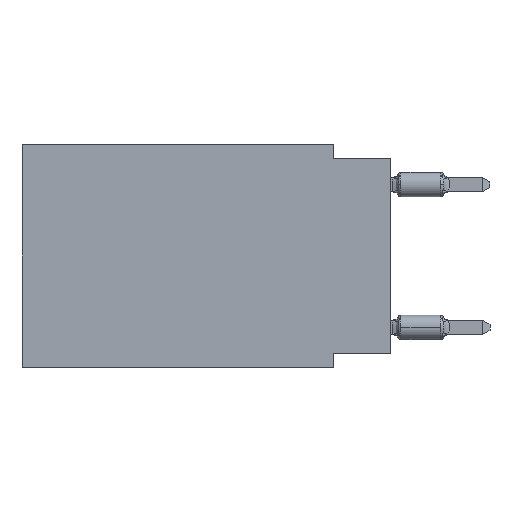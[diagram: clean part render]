
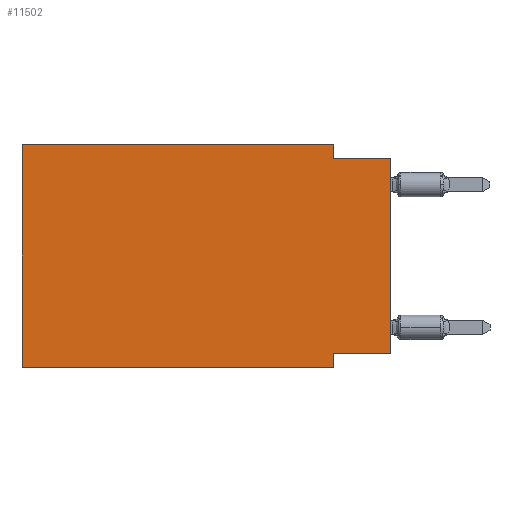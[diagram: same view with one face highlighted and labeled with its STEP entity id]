
A CAD part, left-side view. The second image highlights one B-rep face of the part: STEP entity #11502.
In plain terms, the highlighted planar face has unit normal (-1, 0, 0).
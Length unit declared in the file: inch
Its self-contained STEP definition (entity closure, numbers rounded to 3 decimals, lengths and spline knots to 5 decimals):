
#91 = LINE ( 'NONE', #8875, #7372 ) ;
#156 = LINE ( 'NONE', #1422, #3867 ) ;
#536 = ORIENTED_EDGE ( 'NONE', *, *, #4813, .T. ) ;
#571 = FACE_OUTER_BOUND ( 'NONE', #5963, .T. ) ;
#733 = DIRECTION ( 'NONE',  ( 1., 0., 0. ) ) ;
#785 = ORIENTED_EDGE ( 'NONE', *, *, #4000, .F. ) ;
#860 = VECTOR ( 'NONE', #15010, 39.37008 ) ;
#861 = VERTEX_POINT ( 'NONE', #5851 ) ;
#1171 = CARTESIAN_POINT ( 'NONE',  ( 0., 0., -0.365 ) ) ;
#1422 = CARTESIAN_POINT ( 'NONE',  ( 0., 0., 0. ) ) ;
#1580 = DIRECTION ( 'NONE',  ( 0., 0., 1. ) ) ;
#1836 = AXIS2_PLACEMENT_3D ( 'NONE', #11645, #733, #5525 ) ;
#2673 = CARTESIAN_POINT ( 'NONE',  ( 0., 0.645, -0.39 ) ) ;
#2675 = VECTOR ( 'NONE', #2797, 39.37008 ) ;
#2709 = LINE ( 'NONE', #7595, #5812 ) ;
#2797 = DIRECTION ( 'NONE',  ( 0., 0., -1. ) ) ;
#2802 = DIRECTION ( 'NONE',  ( 0., 0., 1. ) ) ;
#2969 = CARTESIAN_POINT ( 'NONE',  ( 0., 0.1, -0.365 ) ) ;
#3253 = VERTEX_POINT ( 'NONE', #15361 ) ;
#3867 = VECTOR ( 'NONE', #1580, 39.37008 ) ;
#4000 = EDGE_CURVE ( 'NONE', #13991, #12944, #2709, .T. ) ;
#4813 = EDGE_CURVE ( 'NONE', #3253, #10926, #14902, .T. ) ;
#4824 = ORIENTED_EDGE ( 'NONE', *, *, #6099, .F. ) ;
#5068 = CARTESIAN_POINT ( 'NONE',  ( 0., 0.645, 0. ) ) ;
#5390 = CARTESIAN_POINT ( 'NONE',  ( 0., 0.1, -0.39 ) ) ;
#5404 = LINE ( 'NONE', #5068, #8550 ) ;
#5525 = DIRECTION ( 'NONE',  ( 0., 0., -1. ) ) ;
#5812 = VECTOR ( 'NONE', #9100, 39.37008 ) ;
#5851 = CARTESIAN_POINT ( 'NONE',  ( 0., 0.645, 0. ) ) ;
#5963 = EDGE_LOOP ( 'NONE', ( #15374, #785, #13009, #8674, #10766, #536, #6305, #4824 ) ) ;
#6099 = EDGE_CURVE ( 'NONE', #10779, #9743, #91, .T. ) ;
#6305 = ORIENTED_EDGE ( 'NONE', *, *, #15148, .F. ) ;
#6451 = DIRECTION ( 'NONE',  ( 0., -1., 0. ) ) ;
#6483 = DIRECTION ( 'NONE',  ( 0., 1., 0. ) ) ;
#6598 = DIRECTION ( 'NONE',  ( 0., -1., 0. ) ) ;
#7372 = VECTOR ( 'NONE', #6483, 39.37008 ) ;
#7595 = CARTESIAN_POINT ( 'NONE',  ( 0., 0., -0.025 ) ) ;
#7738 = CARTESIAN_POINT ( 'NONE',  ( 0., 0.1, -0.025 ) ) ;
#8239 = CARTESIAN_POINT ( 'NONE',  ( 0., 0.1, 0. ) ) ;
#8550 = VECTOR ( 'NONE', #6451, 39.37008 ) ;
#8674 = ORIENTED_EDGE ( 'NONE', *, *, #14378, .F. ) ;
#8875 = CARTESIAN_POINT ( 'NONE',  ( 0., 0., -0.365 ) ) ;
#8876 = VECTOR ( 'NONE', #6598, 39.37008 ) ;
#8890 = LINE ( 'NONE', #10233, #14352 ) ;
#9100 = DIRECTION ( 'NONE',  ( 0., -1., 0. ) ) ;
#9743 = VERTEX_POINT ( 'NONE', #2969 ) ;
#10233 = CARTESIAN_POINT ( 'NONE',  ( 0., 0.645, 0. ) ) ;
#10306 = PLANE ( 'NONE',  #1836 ) ;
#10719 = LINE ( 'NONE', #14397, #2675 ) ;
#10766 = ORIENTED_EDGE ( 'NONE', *, *, #11431, .F. ) ;
#10779 = VERTEX_POINT ( 'NONE', #1171 ) ;
#10926 = VERTEX_POINT ( 'NONE', #5390 ) ;
#11395 = CARTESIAN_POINT ( 'NONE',  ( 0., 0.1, 0. ) ) ;
#11431 = EDGE_CURVE ( 'NONE', #3253, #861, #8890, .T. ) ;
#11502 = ADVANCED_FACE ( 'NONE', ( #571 ), #10306, .F. ) ;
#11645 = CARTESIAN_POINT ( 'NONE',  ( 0., 0.645, 0. ) ) ;
#11756 = EDGE_CURVE ( 'NONE', #10779, #12944, #156, .T. ) ;
#12944 = VERTEX_POINT ( 'NONE', #14933 ) ;
#13005 = EDGE_CURVE ( 'NONE', #13745, #13991, #13564, .T. ) ;
#13009 = ORIENTED_EDGE ( 'NONE', *, *, #13005, .F. ) ;
#13564 = LINE ( 'NONE', #11395, #860 ) ;
#13745 = VERTEX_POINT ( 'NONE', #8239 ) ;
#13991 = VERTEX_POINT ( 'NONE', #7738 ) ;
#14352 = VECTOR ( 'NONE', #2802, 39.37008 ) ;
#14378 = EDGE_CURVE ( 'NONE', #861, #13745, #5404, .T. ) ;
#14397 = CARTESIAN_POINT ( 'NONE',  ( 0., 0.1, -0.39 ) ) ;
#14902 = LINE ( 'NONE', #2673, #8876 ) ;
#14933 = CARTESIAN_POINT ( 'NONE',  ( 0., 0., -0.025 ) ) ;
#15010 = DIRECTION ( 'NONE',  ( 0., 0., -1. ) ) ;
#15148 = EDGE_CURVE ( 'NONE', #9743, #10926, #10719, .T. ) ;
#15361 = CARTESIAN_POINT ( 'NONE',  ( 0., 0.645, -0.39 ) ) ;
#15374 = ORIENTED_EDGE ( 'NONE', *, *, #11756, .T. ) ;
